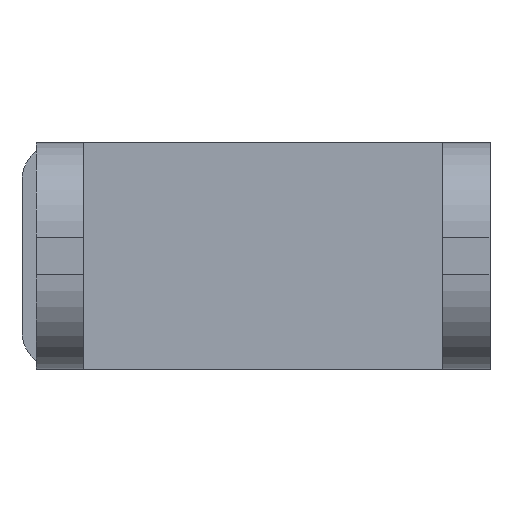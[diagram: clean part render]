
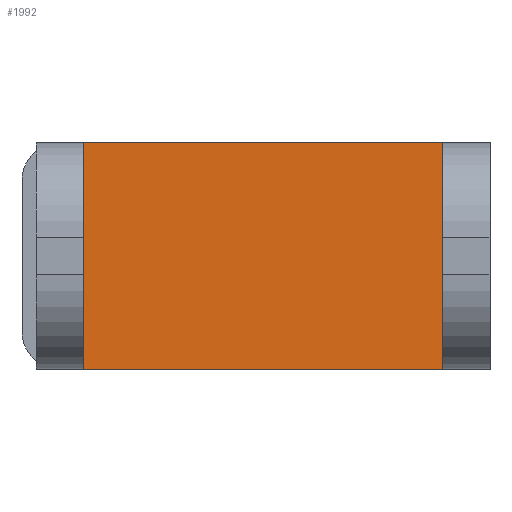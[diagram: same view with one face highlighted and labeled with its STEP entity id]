
A CAD part, front view. The second image highlights one B-rep face of the part: STEP entity #1992.
In plain terms, the highlighted planar face has unit normal (0, -1, 0).
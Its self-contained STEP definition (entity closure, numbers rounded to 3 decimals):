
#156 = CARTESIAN_POINT ( 'NONE',  ( 19., 31., 12. ) ) ;
#170 = VERTEX_POINT ( 'NONE', #1144 ) ;
#192 = PLANE ( 'NONE',  #872 ) ;
#217 = VERTEX_POINT ( 'NONE', #769 ) ;
#243 = ORIENTED_EDGE ( 'NONE', *, *, #1395, .F. ) ;
#303 = VECTOR ( 'NONE', #941, 1000. ) ;
#343 = CARTESIAN_POINT ( 'NONE',  ( 19., 31., 12. ) ) ;
#350 = EDGE_CURVE ( 'NONE', #1664, #978, #1030, .T. ) ;
#522 = DIRECTION ( 'NONE',  ( 0., 1., 0. ) ) ;
#527 = CARTESIAN_POINT ( 'NONE',  ( -19., 31., -12. ) ) ;
#632 = CARTESIAN_POINT ( 'NONE',  ( 19., 31., 12. ) ) ;
#660 = CARTESIAN_POINT ( 'NONE',  ( 19., 31., -12. ) ) ;
#692 = DIRECTION ( 'NONE',  ( 1., 0., 0. ) ) ;
#694 = DIRECTION ( 'NONE',  ( 0., 0., -1. ) ) ;
#769 = CARTESIAN_POINT ( 'NONE',  ( 19., 31., 12. ) ) ;
#803 = CARTESIAN_POINT ( 'NONE',  ( 19., 31., -12. ) ) ;
#872 = AXIS2_PLACEMENT_3D ( 'NONE', #343, #522, #2136 ) ;
#941 = DIRECTION ( 'NONE',  ( 1., 0., 0. ) ) ;
#978 = VERTEX_POINT ( 'NONE', #803 ) ;
#1030 = LINE ( 'NONE', #660, #1633 ) ;
#1032 = DIRECTION ( 'NONE',  ( 0., 0., -1. ) ) ;
#1043 = LINE ( 'NONE', #156, #1700 ) ;
#1128 = LINE ( 'NONE', #632, #303 ) ;
#1144 = CARTESIAN_POINT ( 'NONE',  ( -19., 31., 12. ) ) ;
#1329 = EDGE_LOOP ( 'NONE', ( #1827, #2287, #243, #1485 ) ) ;
#1333 = LINE ( 'NONE', #1357, #2156 ) ;
#1357 = CARTESIAN_POINT ( 'NONE',  ( -19., 31., 12. ) ) ;
#1395 = EDGE_CURVE ( 'NONE', #170, #217, #1128, .T. ) ;
#1485 = ORIENTED_EDGE ( 'NONE', *, *, #1893, .T. ) ;
#1633 = VECTOR ( 'NONE', #692, 1000. ) ;
#1664 = VERTEX_POINT ( 'NONE', #527 ) ;
#1700 = VECTOR ( 'NONE', #694, 1000. ) ;
#1827 = ORIENTED_EDGE ( 'NONE', *, *, #350, .T. ) ;
#1893 = EDGE_CURVE ( 'NONE', #170, #1664, #1333, .T. ) ;
#1942 = FACE_OUTER_BOUND ( 'NONE', #1329, .T. ) ;
#1989 = EDGE_CURVE ( 'NONE', #217, #978, #1043, .T. ) ;
#1992 = ADVANCED_FACE ( 'NONE', ( #1942 ), #192, .F. ) ;
#2136 = DIRECTION ( 'NONE',  ( 0., 0., 1. ) ) ;
#2156 = VECTOR ( 'NONE', #1032, 1000. ) ;
#2287 = ORIENTED_EDGE ( 'NONE', *, *, #1989, .F. ) ;
